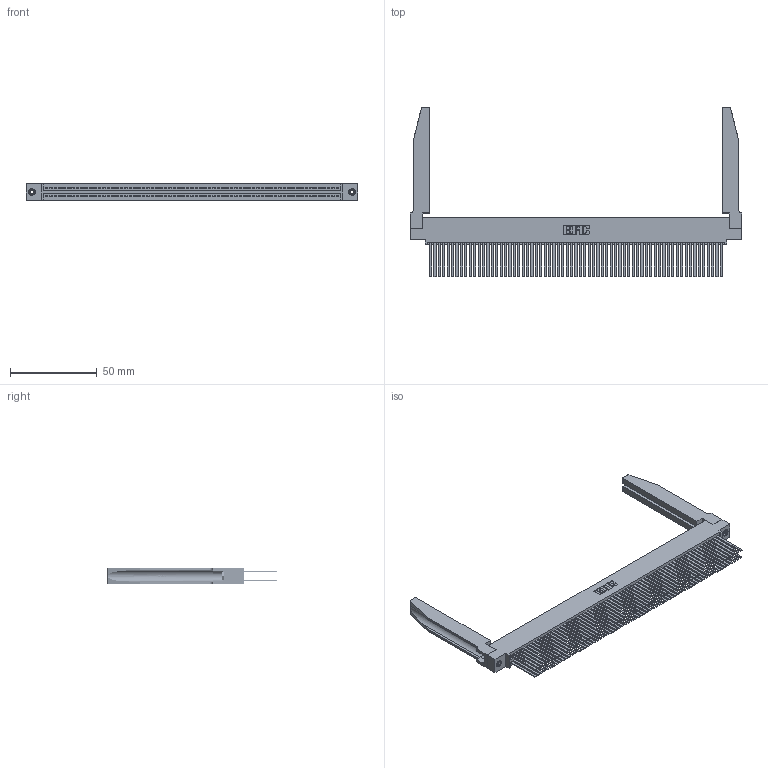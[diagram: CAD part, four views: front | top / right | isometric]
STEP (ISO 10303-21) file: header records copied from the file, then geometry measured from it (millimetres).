
FILE_DESCRIPTION (( 'STEP AP203' ), '1' );
FILE_NAME ('345-134-544-578.STEP', '2019-11-08T03:22:13', ( '' ), ( '' ), 'SwSTEP 2.0', 'SolidWorks 2016', '' );
FILE_SCHEMA (( 'CONFIG_CONTROL_DESIGN' ));
Length unit declared in the file: inch
Products named in the file (5): 345-220-078_345-220-078; 345 Part_0.110 Offset - 0.156 Dia-TH; 345-292-001_345-293-144; 345-250-001_345-250-001-102; 345-134-544-578
Assembly tree (139 placements, depth 2):
  345-134-544-578
    345 Part_0.110 Offset - 0.156 Dia-TH
    345-292-001_345-293-144  x134
    345-250-001_345-250-001-102  x2
    345-220-078_345-220-078  x2
Bounding box: 191.41 x 97.71 x 9.4 mm (x, y, z)
Volume: 28401.7 mm3; surface area: 43417.6 mm2
Topology: 139 solids, 139 shells, 6260 faces, 18515 edges, 12154 vertices
Faces by surface type: plane 4112, cylinder 2096, bspline 36, cone 12, torus 4
Entity records: 53892 total; most frequent: CARTESIAN_POINT 9927, ORIENTED_EDGE 8758, DIRECTION 7713, EDGE_CURVE 4379, VECTOR 3889, LINE 3889, VERTEX_POINT 2912, AXIS2_PLACEMENT_3D 1912
